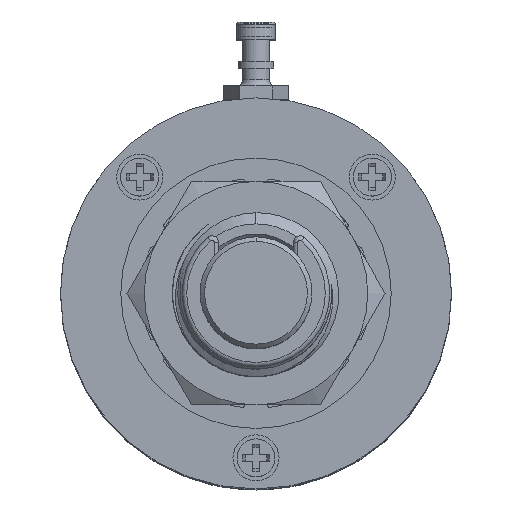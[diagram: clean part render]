
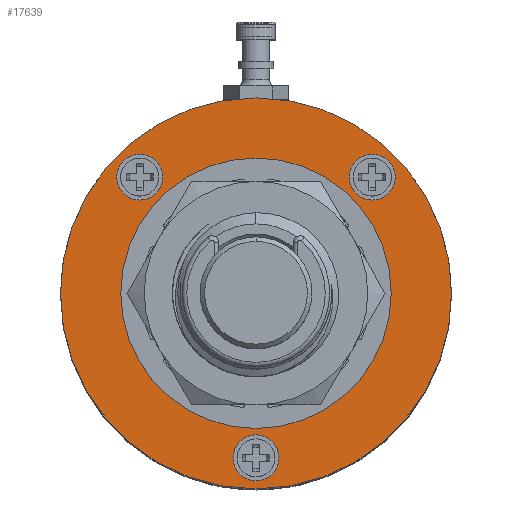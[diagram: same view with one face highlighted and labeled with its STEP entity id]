
A CAD part, top view. The second image highlights one B-rep face of the part: STEP entity #17639.
In plain terms, the highlighted planar face has unit normal (0, 0, 1).
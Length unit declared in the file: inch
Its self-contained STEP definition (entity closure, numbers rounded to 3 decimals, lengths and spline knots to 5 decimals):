
#5395=CARTESIAN_POINT('',(0.,0.,0.069));
#5396=DIRECTION('',(0.,0.,-1.));
#5397=DIRECTION('',(0.,1.,0.));
#5398=AXIS2_PLACEMENT_3D('',#5395,#5396,#5397);
#5400=CARTESIAN_POINT('',(0.,0.,0.069));
#5401=DIRECTION('',(0.,0.,1.));
#5402=DIRECTION('',(0.,1.,0.));
#5403=AXIS2_PLACEMENT_3D('',#5400,#5401,#5402);
#5405=CARTESIAN_POINT('',(0.,-0.368,0.069));
#5406=DIRECTION('',(0.,0.,1.));
#5407=DIRECTION('',(1.,0.,0.));
#5408=AXIS2_PLACEMENT_3D('',#5405,#5406,#5407);
#5410=CARTESIAN_POINT('',(0.,-0.368,0.069));
#5411=DIRECTION('',(0.,0.,1.));
#5412=DIRECTION('',(-1.,0.,0.));
#5413=AXIS2_PLACEMENT_3D('',#5410,#5411,#5412);
#5415=CARTESIAN_POINT('',(0.26022,0.26022,0.069));
#5416=DIRECTION('',(0.,0.,1.));
#5417=DIRECTION('',(1.,0.,0.));
#5418=AXIS2_PLACEMENT_3D('',#5415,#5416,#5417);
#5420=CARTESIAN_POINT('',(0.26022,0.26022,0.069));
#5421=DIRECTION('',(0.,0.,1.));
#5422=DIRECTION('',(-1.,0.,0.));
#5423=AXIS2_PLACEMENT_3D('',#5420,#5421,#5422);
#5425=CARTESIAN_POINT('',(-0.26022,0.26022,0.069));
#5426=DIRECTION('',(0.,0.,1.));
#5427=DIRECTION('',(1.,0.,0.));
#5428=AXIS2_PLACEMENT_3D('',#5425,#5426,#5427);
#5430=CARTESIAN_POINT('',(-0.26022,0.26022,0.069));
#5431=DIRECTION('',(0.,0.,1.));
#5432=DIRECTION('',(-1.,0.,0.));
#5433=AXIS2_PLACEMENT_3D('',#5430,#5431,#5432);
#5435=CARTESIAN_POINT('',(0.,0.,0.069));
#5436=DIRECTION('',(0.,0.,1.));
#5437=DIRECTION('',(0.,1.,0.));
#5438=AXIS2_PLACEMENT_3D('',#5435,#5436,#5437);
#5448=CARTESIAN_POINT('',(0.,0.,0.069));
#5449=DIRECTION('',(0.,0.,-1.));
#5450=DIRECTION('',(0.,1.,0.));
#5451=AXIS2_PLACEMENT_3D('',#5448,#5449,#5450);
#10825=CARTESIAN_POINT('',(0.,0.3,0.069));
#10827=VERTEX_POINT('',#10825);
#10828=CARTESIAN_POINT('',(0.,0.4375,0.069));
#10830=VERTEX_POINT('',#10828);
#10833=CARTESIAN_POINT('',(0.,-0.3,0.069));
#10835=VERTEX_POINT('',#10833);
#10836=CARTESIAN_POINT('',(0.,-0.4375,0.069));
#10838=VERTEX_POINT('',#10836);
#10872=CARTESIAN_POINT('',(0.0515,-0.368,0.069));
#10873=CARTESIAN_POINT('',(-0.0515,-0.368,0.069));
#10874=VERTEX_POINT('',#10872);
#10875=VERTEX_POINT('',#10873);
#10876=CARTESIAN_POINT('',(0.31172,0.26022,0.069));
#10877=CARTESIAN_POINT('',(0.20872,0.26022,0.069));
#10878=VERTEX_POINT('',#10876);
#10879=VERTEX_POINT('',#10877);
#10880=CARTESIAN_POINT('',(-0.20872,0.26022,0.069));
#10881=CARTESIAN_POINT('',(-0.31172,0.26022,0.069));
#10882=VERTEX_POINT('',#10880);
#10883=VERTEX_POINT('',#10881);
#17606=CARTESIAN_POINT('',(0.,0.,0.069));
#17607=DIRECTION('',(0.,0.,1.));
#17608=DIRECTION('',(0.,-1.,0.));
#17609=AXIS2_PLACEMENT_3D('',#17606,#17607,#17608);
#17610=PLANE('',#17609);
#17612=ORIENTED_EDGE('',*,*,#17611,.F.);
#17614=ORIENTED_EDGE('',*,*,#17613,.T.);
#17615=EDGE_LOOP('',(#17612,#17614));
#17616=FACE_OUTER_BOUND('',#17615,.F.);
#17617=ORIENTED_EDGE('',*,*,#17599,.F.);
#17618=ORIENTED_EDGE('',*,*,#17588,.T.);
#17619=EDGE_LOOP('',(#17617,#17618));
#17620=FACE_BOUND('',#17619,.F.);
#17622=ORIENTED_EDGE('',*,*,#17621,.T.);
#17624=ORIENTED_EDGE('',*,*,#17623,.T.);
#17625=EDGE_LOOP('',(#17622,#17624));
#17626=FACE_BOUND('',#17625,.F.);
#17628=ORIENTED_EDGE('',*,*,#17627,.T.);
#17630=ORIENTED_EDGE('',*,*,#17629,.T.);
#17631=EDGE_LOOP('',(#17628,#17630));
#17632=FACE_BOUND('',#17631,.F.);
#17634=ORIENTED_EDGE('',*,*,#17633,.T.);
#17636=ORIENTED_EDGE('',*,*,#17635,.T.);
#17637=EDGE_LOOP('',(#17634,#17636));
#17638=FACE_BOUND('',#17637,.F.);
#17639=ADVANCED_FACE('',(#17616,#17620,#17626,#17632,#17638),#17610,.T.);
#5399=CIRCLE('',#5398,0.3);
#5404=CIRCLE('',#5403,0.3);
#5409=CIRCLE('',#5408,0.0515);
#5414=CIRCLE('',#5413,0.0515);
#5419=CIRCLE('',#5418,0.0515);
#5424=CIRCLE('',#5423,0.0515);
#5429=CIRCLE('',#5428,0.0515);
#5434=CIRCLE('',#5433,0.0515);
#5439=CIRCLE('',#5438,0.4375);
#5452=CIRCLE('',#5451,0.4375);
#17588=EDGE_CURVE('',#10827,#10835,#5404,.T.);
#17599=EDGE_CURVE('',#10827,#10835,#5399,.T.);
#17611=EDGE_CURVE('',#10830,#10838,#5439,.T.);
#17613=EDGE_CURVE('',#10830,#10838,#5452,.T.);
#17621=EDGE_CURVE('',#10874,#10875,#5409,.T.);
#17623=EDGE_CURVE('',#10875,#10874,#5414,.T.);
#17627=EDGE_CURVE('',#10878,#10879,#5419,.T.);
#17629=EDGE_CURVE('',#10879,#10878,#5424,.T.);
#17633=EDGE_CURVE('',#10882,#10883,#5429,.T.);
#17635=EDGE_CURVE('',#10883,#10882,#5434,.T.);
